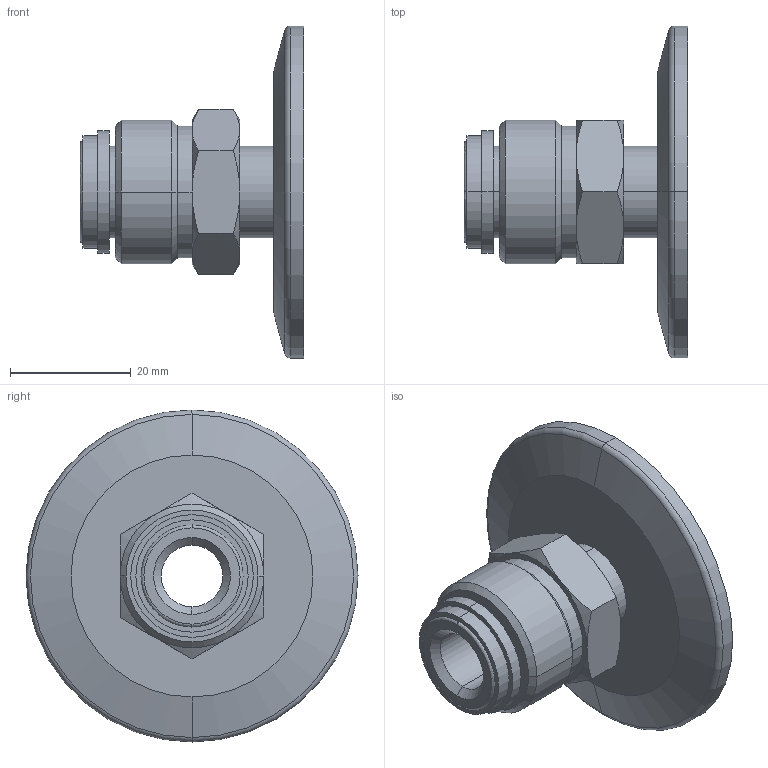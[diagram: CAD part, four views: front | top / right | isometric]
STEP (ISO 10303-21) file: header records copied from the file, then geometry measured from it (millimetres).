
FILE_DESCRIPTION (( 'STEP AP214' ), '1' );
FILE_NAME ('120AVM040-0500.stp', '2017-11-17T05:51:30', ( '' ), ( '' ), 'SwSTEP 2.0', 'SolidWorks 2015', '' );
FILE_SCHEMA (( 'AUTOMOTIVE_DESIGN' ));
Length unit declared in the file: millimetre
Products named in the file (1): 120AVM040-0500
Bounding box: 37.1 x 55 x 55 mm (x, y, z)
Volume: 17473.7 mm3; surface area: 11985.1 mm2
Topology: 2 solids, 2 shells, 82 faces, 170 edges, 102 vertices
Faces by surface type: cone 28, cylinder 24, plane 20, torus 6, bspline 4
Entity records: 3247 total; most frequent: CARTESIAN_POINT 547, DIRECTION 396, ORIENTED_EDGE 340, AXIS2_PLACEMENT_3D 175, EDGE_CURVE 170, VERTEX_POINT 102, CIRCLE 96, EDGE_LOOP 96
